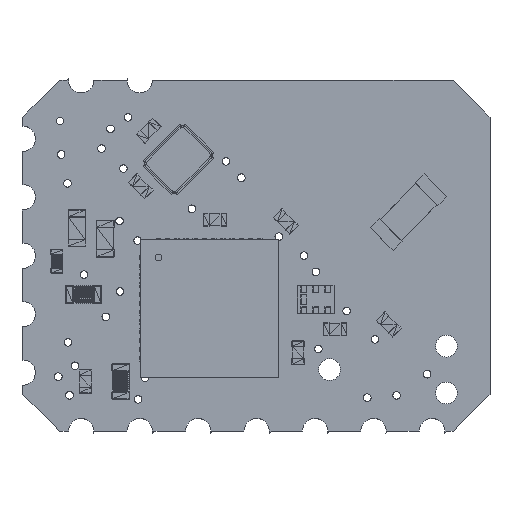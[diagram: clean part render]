
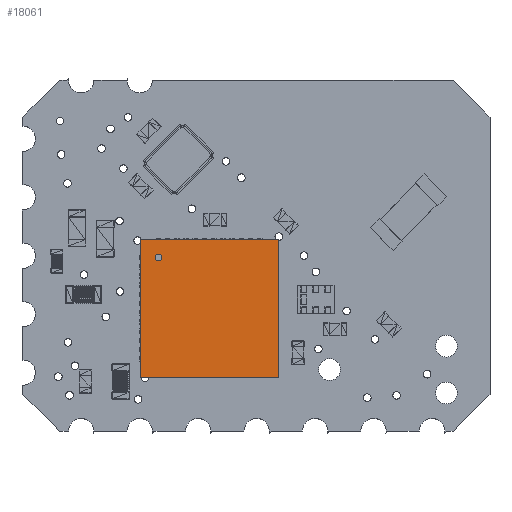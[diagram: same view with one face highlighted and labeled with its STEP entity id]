
A CAD part, top view. The second image highlights one B-rep face of the part: STEP entity #18061.
In plain terms, the highlighted face is planar.
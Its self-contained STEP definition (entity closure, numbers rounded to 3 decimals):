
#18024 = VERTEX_POINT('',#18025);
#18025 = CARTESIAN_POINT('',(-2.214,0.848,3.301));
#18043 = VERTEX_POINT('',#18044);
#18044 = CARTESIAN_POINT('',(-2.214,0.848,3.601));
#18050 = EDGE_CURVE('',#18024,#18043,#18051,.T.);
#18051 = CIRCLE('',#18052,0.15);
#18052 = AXIS2_PLACEMENT_3D('',#18053,#18054,#18055);
#18053 = CARTESIAN_POINT('',(-2.214,0.848,3.451));
#18054 = DIRECTION('',(0.,1.,0.));
#18055 = DIRECTION('',(0.,0.,-1.));
#18061 = ADVANCED_FACE('',(#18062,#18072),#18106,.F.);
#18062 = FACE_BOUND('',#18063,.T.);
#18063 = EDGE_LOOP('',(#18064,#18065));
#18064 = ORIENTED_EDGE('',*,*,#18050,.F.);
#18065 = ORIENTED_EDGE('',*,*,#18066,.F.);
#18066 = EDGE_CURVE('',#18043,#18024,#18067,.T.);
#18067 = CIRCLE('',#18068,0.15);
#18068 = AXIS2_PLACEMENT_3D('',#18069,#18070,#18071);
#18069 = CARTESIAN_POINT('',(-2.214,0.848,3.451));
#18070 = DIRECTION('',(0.,1.,0.));
#18071 = DIRECTION('',(0.,0.,-1.));
#18072 = FACE_BOUND('',#18073,.T.);
#18073 = EDGE_LOOP('',(#18074,#18084,#18092,#18100));
#18074 = ORIENTED_EDGE('',*,*,#18075,.F.);
#18075 = EDGE_CURVE('',#18076,#18078,#18080,.T.);
#18076 = VERTEX_POINT('',#18077);
#18077 = CARTESIAN_POINT('',(-3.014,0.848,-1.749));
#18078 = VERTEX_POINT('',#18079);
#18079 = CARTESIAN_POINT('',(2.986,0.848,-1.749));
#18080 = LINE('',#18081,#18082);
#18081 = CARTESIAN_POINT('',(-0.014,0.848,-1.749)
  );
#18082 = VECTOR('',#18083,1.);
#18083 = DIRECTION('',(1.,0.,0.));
#18084 = ORIENTED_EDGE('',*,*,#18085,.F.);
#18085 = EDGE_CURVE('',#18086,#18076,#18088,.T.);
#18086 = VERTEX_POINT('',#18087);
#18087 = CARTESIAN_POINT('',(-3.014,0.848,4.251));
#18088 = LINE('',#18089,#18090);
#18089 = CARTESIAN_POINT('',(-3.014,0.848,-0.249));
#18090 = VECTOR('',#18091,1.);
#18091 = DIRECTION('',(0.,0.,-1.));
#18092 = ORIENTED_EDGE('',*,*,#18093,.F.);
#18093 = EDGE_CURVE('',#18094,#18086,#18096,.T.);
#18094 = VERTEX_POINT('',#18095);
#18095 = CARTESIAN_POINT('',(2.986,0.848,4.251));
#18096 = LINE('',#18097,#18098);
#18097 = CARTESIAN_POINT('',(-0.014,0.848,4.251)
  );
#18098 = VECTOR('',#18099,1.);
#18099 = DIRECTION('',(-1.,0.,0.));
#18100 = ORIENTED_EDGE('',*,*,#18101,.F.);
#18101 = EDGE_CURVE('',#18078,#18094,#18102,.T.);
#18102 = LINE('',#18103,#18104);
#18103 = CARTESIAN_POINT('',(2.986,0.848,-0.249));
#18104 = VECTOR('',#18105,1.);
#18105 = DIRECTION('',(0.,0.,1.));
#18106 = PLANE('',#18107);
#18107 = AXIS2_PLACEMENT_3D('',#18108,#18109,#18110);
#18108 = CARTESIAN_POINT('',(-0.014,0.848,-0.249)
  );
#18109 = DIRECTION('',(0.,-1.,0.));
#18110 = DIRECTION('',(0.,0.,-1.));
